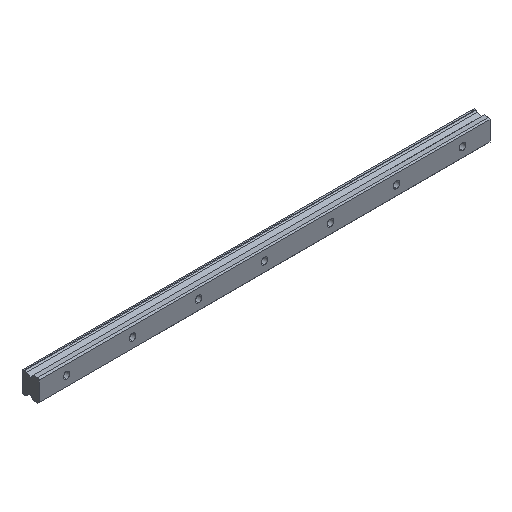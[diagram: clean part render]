
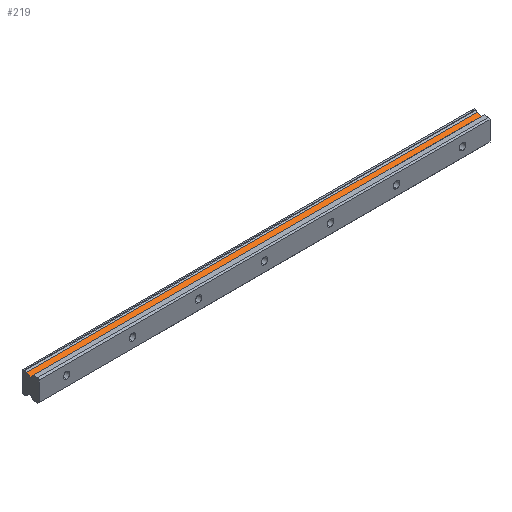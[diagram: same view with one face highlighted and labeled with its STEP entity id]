
A CAD part, isometric view. The second image highlights one B-rep face of the part: STEP entity #219.
In plain terms, the highlighted planar face has unit normal (0, -0.506, 0.863).
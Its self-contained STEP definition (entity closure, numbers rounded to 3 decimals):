
#93 = VERTEX_POINT ( 'NONE', #557 ) ;
#180 = ORIENTED_EDGE ( 'NONE', *, *, #1239, .T. ) ;
#214 = CARTESIAN_POINT ( 'NONE',  ( -25., 11.593, 9.004 ) ) ;
#219 = ADVANCED_FACE ( 'NONE', ( #1994 ), #1202, .F. ) ;
#262 = ORIENTED_EDGE ( 'NONE', *, *, #635, .F. ) ;
#353 = DIRECTION ( 'NONE',  ( 1., 0., 0. ) ) ;
#409 = VECTOR ( 'NONE', #749, 1000. ) ;
#527 = CARTESIAN_POINT ( 'NONE',  ( 385., 11.593, 9.004 ) ) ;
#557 = CARTESIAN_POINT ( 'NONE',  ( 385., 11.593, 9.004 ) ) ;
#635 = EDGE_CURVE ( 'NONE', #1778, #1318, #1173, .T. ) ;
#682 = EDGE_CURVE ( 'NONE', #93, #1778, #895, .T. ) ;
#719 = DIRECTION ( 'NONE',  ( -1., 0., 0. ) ) ;
#749 = DIRECTION ( 'NONE',  ( 0., -0.862, -0.506 ) ) ;
#840 = DIRECTION ( 'NONE',  ( 0., -0.862, -0.506 ) ) ;
#854 = ORIENTED_EDGE ( 'NONE', *, *, #1357, .F. ) ;
#895 = LINE ( 'NONE', #1206, #409 ) ;
#1004 = EDGE_LOOP ( 'NONE', ( #262, #1513, #854, #180 ) ) ;
#1046 = DIRECTION ( 'NONE',  ( 0., 0.862, 0.506 ) ) ;
#1142 = VECTOR ( 'NONE', #353, 1000. ) ;
#1173 = LINE ( 'NONE', #1816, #1183 ) ;
#1183 = VECTOR ( 'NONE', #719, 1000. ) ;
#1202 = PLANE ( 'NONE',  #1281 ) ;
#1206 = CARTESIAN_POINT ( 'NONE',  ( 385., 11.593, 9.004 ) ) ;
#1239 = EDGE_CURVE ( 'NONE', #1534, #1318, #1790, .T. ) ;
#1281 = AXIS2_PLACEMENT_3D ( 'NONE', #1535, #1841, #1046 ) ;
#1318 = VERTEX_POINT ( 'NONE', #1579 ) ;
#1357 = EDGE_CURVE ( 'NONE', #1534, #93, #1943, .T. ) ;
#1513 = ORIENTED_EDGE ( 'NONE', *, *, #682, .F. ) ;
#1529 = CARTESIAN_POINT ( 'NONE',  ( -25., 11.593, 9.004 ) ) ;
#1534 = VERTEX_POINT ( 'NONE', #1529 ) ;
#1535 = CARTESIAN_POINT ( 'NONE',  ( 385., 11.593, 9.004 ) ) ;
#1579 = CARTESIAN_POINT ( 'NONE',  ( -25., 8.166, 6.994 ) ) ;
#1778 = VERTEX_POINT ( 'NONE', #1817 ) ;
#1790 = LINE ( 'NONE', #214, #1854 ) ;
#1816 = CARTESIAN_POINT ( 'NONE',  ( 385., 8.166, 6.994 ) ) ;
#1817 = CARTESIAN_POINT ( 'NONE',  ( 385., 8.166, 6.994 ) ) ;
#1841 = DIRECTION ( 'NONE',  ( 0., 0.506, -0.862 ) ) ;
#1854 = VECTOR ( 'NONE', #840, 1000. ) ;
#1943 = LINE ( 'NONE', #527, #1142 ) ;
#1994 = FACE_OUTER_BOUND ( 'NONE', #1004, .T. ) ;
